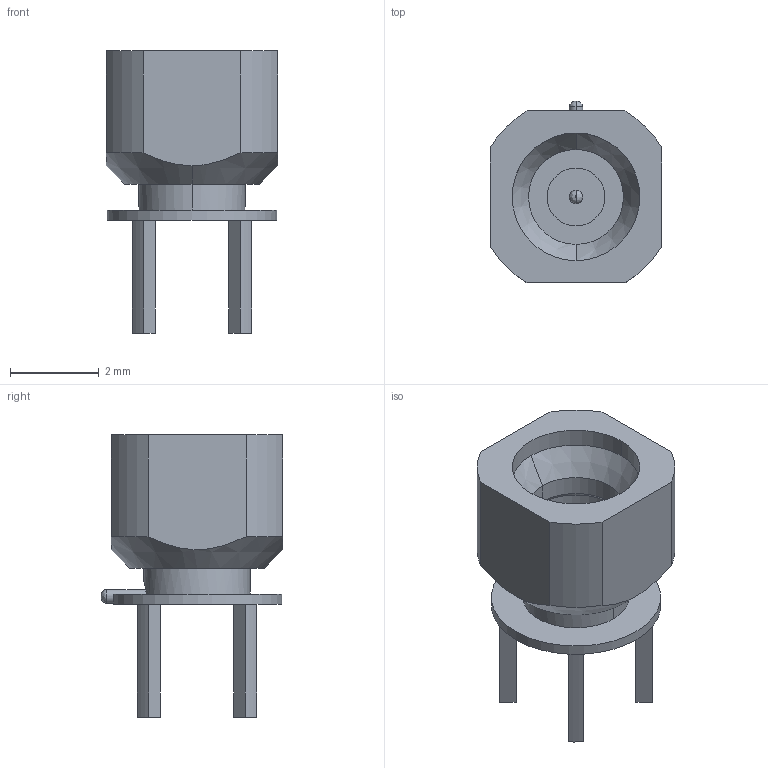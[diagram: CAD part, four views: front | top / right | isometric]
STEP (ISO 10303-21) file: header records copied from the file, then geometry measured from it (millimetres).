
FILE_DESCRIPTION((''),'2;1');
FILE_NAME('733000110','2018-06-13T',('akumar19'),(''),'PRO/ENGINEER BY PARAMETRIC TECHNOLOGY CORPORATION, 2012310','PRO/ENGINEER BY PARAMETRIC TECHNOLOGY CORPORATION, 2012310','');
FILE_SCHEMA(('CONFIG_CONTROL_DESIGN'));
Length unit declared in the file: millimetre
Products named in the file (1): 733000110
Bounding box: 3.86 x 4.09 x 6.35 mm (x, y, z)
Volume: 35.5 mm3; surface area: 120.8 mm2
Topology: 1 solids, 1 shells, 83 faces, 213 edges, 143 vertices
Faces by surface type: cylinder 35, plane 33, cone 7, torus 4, bspline 4
Entity records: 2809 total; most frequent: CARTESIAN_POINT 681, DIRECTION 466, ORIENTED_EDGE 410, EDGE_CURVE 205, AXIS2_PLACEMENT_3D 188, VERTEX_POINT 135, CIRCLE 107, EDGE_LOOP 94
